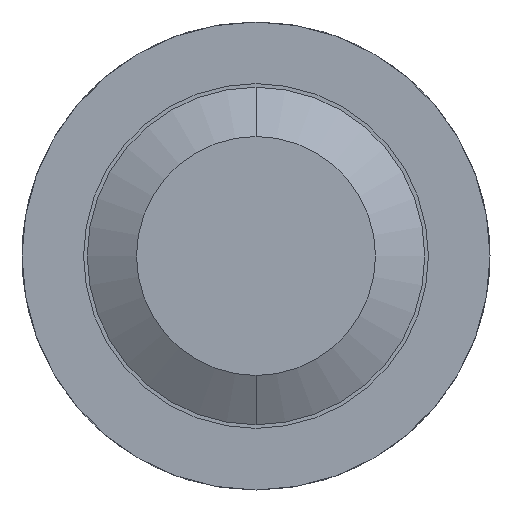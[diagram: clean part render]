
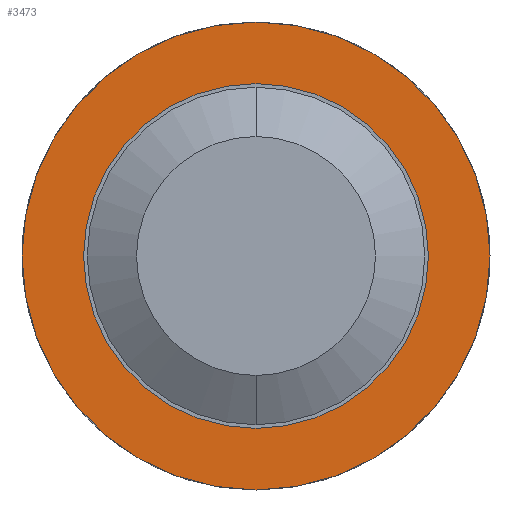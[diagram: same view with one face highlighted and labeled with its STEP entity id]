
A CAD part, front view. The second image highlights one B-rep face of the part: STEP entity #3473.
In plain terms, the highlighted planar face has unit normal (0, -1, 0).
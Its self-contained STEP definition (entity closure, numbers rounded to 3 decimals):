
#26 = CIRCLE ( 'NONE', #2122, 0.95 ) ;
#442 = ORIENTED_EDGE ( 'NONE', *, *, #779, .T. ) ;
#471 = PLANE ( 'NONE',  #1161 ) ;
#490 = CIRCLE ( 'NONE', #661, 0.685 ) ;
#613 = EDGE_LOOP ( 'NONE', ( #1532, #1554 ) ) ;
#638 = ORIENTED_EDGE ( 'NONE', *, *, #969, .T. ) ;
#646 = CARTESIAN_POINT ( 'NONE',  ( 0., -2.5, 0. ) ) ;
#661 = AXIS2_PLACEMENT_3D ( 'NONE', #1263, #733, #2162 ) ;
#733 = DIRECTION ( 'NONE',  ( 0., 1., 0. ) ) ;
#779 = EDGE_CURVE ( 'Defeature ausgef�hrt2_16+Defeature ausgef�hrt2_10+Defeature ausgef�hrt2_10+Defeature ausgef�hrt2_10', #1608, #2114, #3002, .T. ) ;
#858 = AXIS2_PLACEMENT_3D ( 'NONE', #3406, #1999, #3348 ) ;
#969 = EDGE_CURVE ( 'Defeature ausgef�hrt2_16+Defeature ausgef�hrt2_10+Defeature ausgef�hrt2_10+Defeature ausgef�hrt2_10', #2114, #1608, #490, .T. ) ;
#1152 = VERTEX_POINT ( 'NONE', #1742 ) ;
#1161 = AXIS2_PLACEMENT_3D ( 'NONE', #2526, #2840, #2802 ) ;
#1252 = CARTESIAN_POINT ( 'NONE',  ( 0., -2.5, -0.685 ) ) ;
#1263 = CARTESIAN_POINT ( 'NONE',  ( 0., -2.5, 0. ) ) ;
#1532 = ORIENTED_EDGE ( 'NONE', *, *, #3480, .F. ) ;
#1554 = ORIENTED_EDGE ( 'NONE', *, *, #1748, .F. ) ;
#1608 = VERTEX_POINT ( 'NONE', #3442 ) ;
#1742 = CARTESIAN_POINT ( 'NONE',  ( 0., -2.5, -0.95 ) ) ;
#1748 = EDGE_CURVE ( 'Defeature ausgef�hrt2_15+Defeature ausgef�hrt2_16+Defeature ausgef�hrt2_16+Defeature ausgef�hrt2_16', #1152, #1884, #3432, .T. ) ;
#1861 = EDGE_LOOP ( 'NONE', ( #442, #638 ) ) ;
#1884 = VERTEX_POINT ( 'NONE', #2118 ) ;
#1999 = DIRECTION ( 'NONE',  ( 0., 1., 0. ) ) ;
#2114 = VERTEX_POINT ( 'NONE', #1252 ) ;
#2118 = CARTESIAN_POINT ( 'NONE',  ( 0., -2.5, 0.95 ) ) ;
#2122 = AXIS2_PLACEMENT_3D ( 'NONE', #2508, #3115, #3639 ) ;
#2162 = DIRECTION ( 'NONE',  ( 0., 0., 1. ) ) ;
#2406 = AXIS2_PLACEMENT_3D ( 'NONE', #646, #2613, #3456 ) ;
#2443 = FACE_OUTER_BOUND ( 'NONE', #613, .T. ) ;
#2508 = CARTESIAN_POINT ( 'NONE',  ( 0., -2.5, 0. ) ) ;
#2526 = CARTESIAN_POINT ( 'NONE',  ( 0.95, -2.5, 0. ) ) ;
#2613 = DIRECTION ( 'NONE',  ( 0., 1., 0. ) ) ;
#2802 = DIRECTION ( 'NONE',  ( 0., 0., 1. ) ) ;
#2840 = DIRECTION ( 'NONE',  ( 0., 1., 0. ) ) ;
#3002 = CIRCLE ( 'NONE', #2406, 0.685 ) ;
#3115 = DIRECTION ( 'NONE',  ( 0., 1., 0. ) ) ;
#3348 = DIRECTION ( 'NONE',  ( 0., 0., 1. ) ) ;
#3406 = CARTESIAN_POINT ( 'NONE',  ( 0., -2.5, 0. ) ) ;
#3432 = CIRCLE ( 'NONE', #858, 0.95 ) ;
#3442 = CARTESIAN_POINT ( 'NONE',  ( 0., -2.5, 0.685 ) ) ;
#3456 = DIRECTION ( 'NONE',  ( 0., 0., 1. ) ) ;
#3473 = ADVANCED_FACE ( 'Defeature ausgef�hrt2_16', ( #2443, #3679 ), #471, .F. ) ;
#3480 = EDGE_CURVE ( 'Defeature ausgef�hrt2_15+Defeature ausgef�hrt2_16+Defeature ausgef�hrt2_16+Defeature ausgef�hrt2_16', #1884, #1152, #26, .T. ) ;
#3639 = DIRECTION ( 'NONE',  ( 0., 0., 1. ) ) ;
#3679 = FACE_BOUND ( 'NONE', #1861, .T. ) ;
